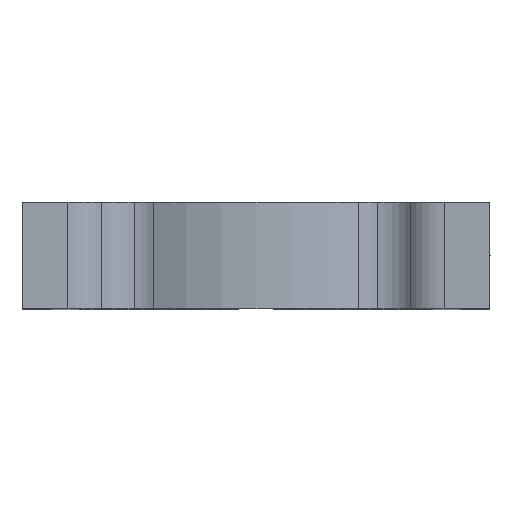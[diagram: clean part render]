
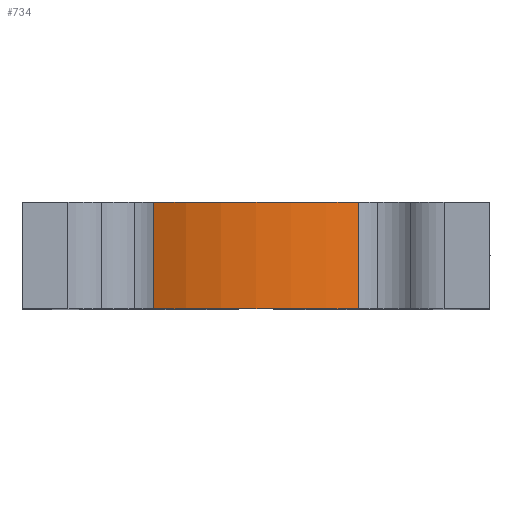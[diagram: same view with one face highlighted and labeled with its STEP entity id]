
A CAD part, top view. The second image highlights one B-rep face of the part: STEP entity #734.
In plain terms, the highlighted cylindrical face has radius 16.51 mm (diameter 33.02 mm), a partial arc.
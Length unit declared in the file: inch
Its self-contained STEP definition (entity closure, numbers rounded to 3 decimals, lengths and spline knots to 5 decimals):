
#14 = CARTESIAN_POINT ( 'NONE',  ( -0.28913, 0., 0.58215 ) ) ;
#49 = EDGE_CURVE ( 'NONE', #1682, #1188, #533, .T. ) ;
#86 = LINE ( 'NONE', #893, #873 ) ;
#136 = DIRECTION ( 'NONE',  ( 0., 0., 1. ) ) ;
#163 = VECTOR ( 'NONE', #1315, 39.37008 ) ;
#186 = AXIS2_PLACEMENT_3D ( 'NONE', #865, #1873, #1017 ) ;
#325 = EDGE_CURVE ( 'NONE', #1794, #345, #86, .T. ) ;
#345 = VERTEX_POINT ( 'NONE', #14 ) ;
#401 = EDGE_LOOP ( 'NONE', ( #1110, #412, #828, #762 ) ) ;
#412 = ORIENTED_EDGE ( 'NONE', *, *, #49, .F. ) ;
#533 = LINE ( 'NONE', #1026, #163 ) ;
#558 = CARTESIAN_POINT ( 'NONE',  ( -0.28913, 0.3, 0.58215 ) ) ;
#561 = FACE_OUTER_BOUND ( 'NONE', #401, .T. ) ;
#725 = CARTESIAN_POINT ( 'NONE',  ( 0.28913, 0., 0.58215 ) ) ;
#734 = ADVANCED_FACE ( 'NONE', ( #561 ), #920, .T. ) ;
#749 = EDGE_CURVE ( 'NONE', #1794, #1682, #1289, .T. ) ;
#750 = DIRECTION ( 'NONE',  ( 0., -1., 0. ) ) ;
#762 = ORIENTED_EDGE ( 'NONE', *, *, #325, .T. ) ;
#774 = AXIS2_PLACEMENT_3D ( 'NONE', #1004, #1142, #1433 ) ;
#828 = ORIENTED_EDGE ( 'NONE', *, *, #749, .F. ) ;
#865 = CARTESIAN_POINT ( 'NONE',  ( 0., 0.3, 0. ) ) ;
#873 = VECTOR ( 'NONE', #750, 39.37008 ) ;
#893 = CARTESIAN_POINT ( 'NONE',  ( -0.28913, 0.3, 0.58215 ) ) ;
#920 = CYLINDRICAL_SURFACE ( 'NONE', #774, 0.65 ) ;
#1004 = CARTESIAN_POINT ( 'NONE',  ( 0., 0.3, 0. ) ) ;
#1017 = DIRECTION ( 'NONE',  ( 0., 0., 1. ) ) ;
#1018 = DIRECTION ( 'NONE',  ( 0., 1., 0. ) ) ;
#1026 = CARTESIAN_POINT ( 'NONE',  ( 0.28913, 0.3, 0.58215 ) ) ;
#1039 = CIRCLE ( 'NONE', #1266, 0.65 ) ;
#1110 = ORIENTED_EDGE ( 'NONE', *, *, #1168, .T. ) ;
#1142 = DIRECTION ( 'NONE',  ( 0., -1., 0. ) ) ;
#1168 = EDGE_CURVE ( 'NONE', #345, #1188, #1039, .T. ) ;
#1188 = VERTEX_POINT ( 'NONE', #725 ) ;
#1266 = AXIS2_PLACEMENT_3D ( 'NONE', #1875, #1018, #136 ) ;
#1289 = CIRCLE ( 'NONE', #186, 0.65 ) ;
#1315 = DIRECTION ( 'NONE',  ( 0., -1., 0. ) ) ;
#1433 = DIRECTION ( 'NONE',  ( 0., 0., -1. ) ) ;
#1531 = CARTESIAN_POINT ( 'NONE',  ( 0.28913, 0.3, 0.58215 ) ) ;
#1682 = VERTEX_POINT ( 'NONE', #1531 ) ;
#1794 = VERTEX_POINT ( 'NONE', #558 ) ;
#1873 = DIRECTION ( 'NONE',  ( 0., 1., 0. ) ) ;
#1875 = CARTESIAN_POINT ( 'NONE',  ( 0., 0., 0. ) ) ;
